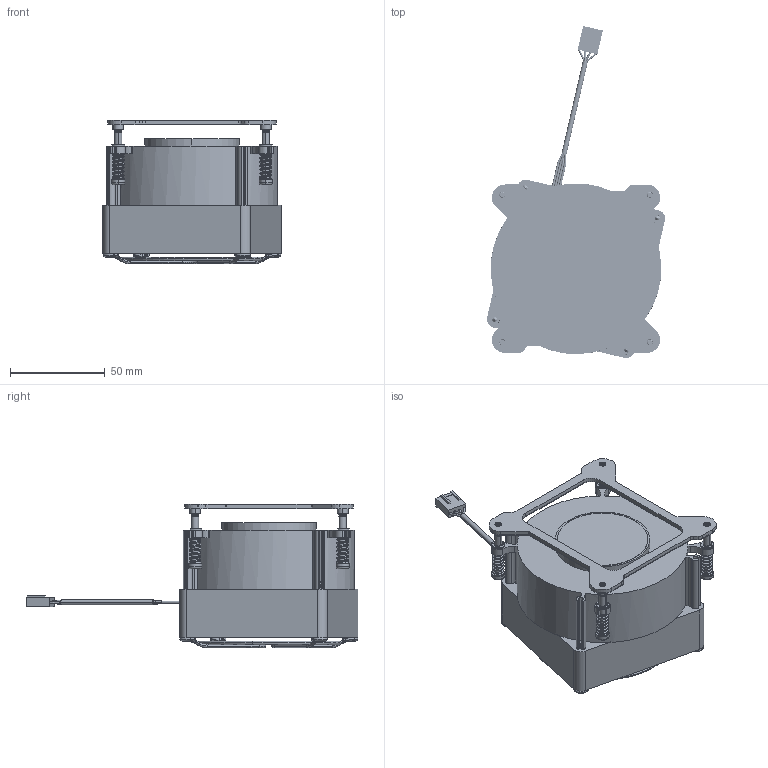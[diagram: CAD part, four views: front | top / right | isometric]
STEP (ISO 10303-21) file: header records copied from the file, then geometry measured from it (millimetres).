
FILE_DESCRIPTION((''),'2;1');
FILE_NAME('RGD3229G-60-002_ASM','2021-10-01T',('Vic'),(''),'CREO PARAMETRIC BY PTC INC, 2015200','CREO PARAMETRIC BY PTC INC, 2015200','');
FILE_SCHEMA(('CONFIG_CONTROL_DESIGN'));
Length unit declared in the file: millimetre
Products named in the file (31): D90X35A_C; 33MM_CPB; 78X78X35_D90_CPB_ASM; 78X78X35_D90_AC_ASM; GREASE_48; DEAKTOP_SCREW_D7_30_8L; DEAKTOP_SPRING; E-RING; DESKTOP_SCREW_ASSY_ASM; DESKTOP_78_D90X35H_AC_ASSY_ASM; 8025___; PRODUCT_34417; 4P_2543; 4P_2543_____ASM; __-__2_2_; __-__2_1_; __-__2_4_; __-__2_3_; __3; SW_SD8025SPT_ASM; SD8025SPT-12EHWB__FPZ_FAN_ASM; LABEL_R24_1; G80-18; FAN_SCREW_T3X32MM; SD8025SPT-12EHWB_FPZ_FAN_ASSY_ASM; 850-BP-1700; ADHESIVE; MYLAR; 850-BP1700_1_ASM; 850-BP1700_ASM; RGD3229G-60-002_ASM
Assembly tree (36 placements, depth 5):
  RGD3229G-60-002_ASM
    DESKTOP_78_D90X35H_AC_ASSY_ASM
      78X78X35_D90_AC_ASM
        78X78X35_D90_CPB_ASM
          D90X35A_C
          33MM_CPB
      GREASE_48
      DESKTOP_SCREW_ASSY_ASM  x4
        DEAKTOP_SCREW_D7_30_8L
        DEAKTOP_SPRING
        E-RING
    SD8025SPT-12EHWB_FPZ_FAN_ASSY_ASM
      SD8025SPT-12EHWB__FPZ_FAN_ASM
        8025___
        4P_2543_____ASM
          PRODUCT_34417
          4P_2543
        SW_SD8025SPT_ASM
          __-__2_2_
          __-__2_1_
          __-__2_4_
          __-__2_3_
          __3
      LABEL_R24_1
      G80-18
      FAN_SCREW_T3X32MM  x4
    850-BP1700_ASM
      850-BP1700_1_ASM
        850-BP-1700
        ADHESIVE
        MYLAR
Bounding box: 94.15 x 175.42 x 75.8 mm (x, y, z)
Volume: 414505.9 mm3; surface area: 98505.4 mm2
Topology: 32 solids, 32 shells, 2474 faces, 6795 edges, 4469 vertices
Faces by surface type: plane 1388, cylinder 670, bspline 218, extrusion 102, torus 78, cone 18
Entity records: 100834 total; most frequent: CARTESIAN_POINT 62134, ORIENTED_EDGE 8576, DIRECTION 6871, EDGE_CURVE 4288, VERTEX_POINT 2819, VECTOR 2503, LINE 2401, AXIS2_PLACEMENT_3D 2184
